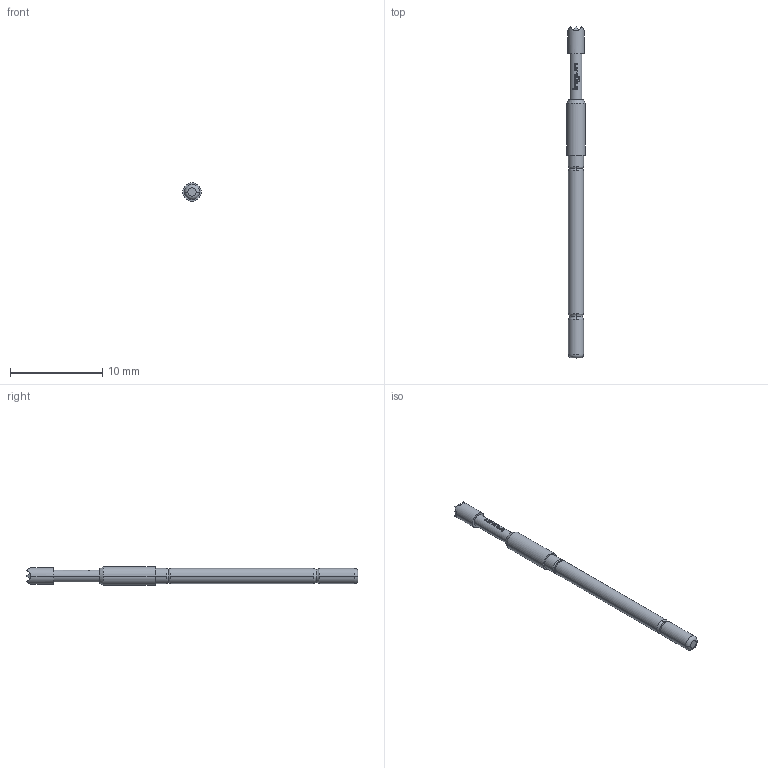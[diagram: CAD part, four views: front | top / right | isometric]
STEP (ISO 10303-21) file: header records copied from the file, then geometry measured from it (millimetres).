
FILE_DESCRIPTION (( 'STEP AP203' ), '1' );
FILE_NAME ('INGUN_GKS-912_306_180_A_xx06.STEP', '2021-10-20T05:52:55', ( 'ochi' ), ( '' ), 'SwSTEP 2.0', 'SolidWorks 2018', '' );
FILE_SCHEMA (( 'CONFIG_CONTROL_DESIGN' ));
Length unit declared in the file: millimetre
Products named in the file (1): INGUN_GKS-912_306_180_A_xx06
Bounding box: 2 x 36 x 2 mm (x, y, z)
Volume: 78.4 mm3; surface area: 196.2 mm2
Topology: 1 solids, 1 shells, 132 faces, 326 edges, 205 vertices
Faces by surface type: plane 70, bspline 32, cylinder 18, torus 10, cone 2
Entity records: 4891 total; most frequent: CARTESIAN_POINT 2214, ORIENTED_EDGE 652, DIRECTION 360, EDGE_CURVE 326, VERTEX_POINT 205, B_SPLINE_CURVE_WITH_KNOTS 186, AXIS2_PLACEMENT_3D 149, EDGE_LOOP 141
